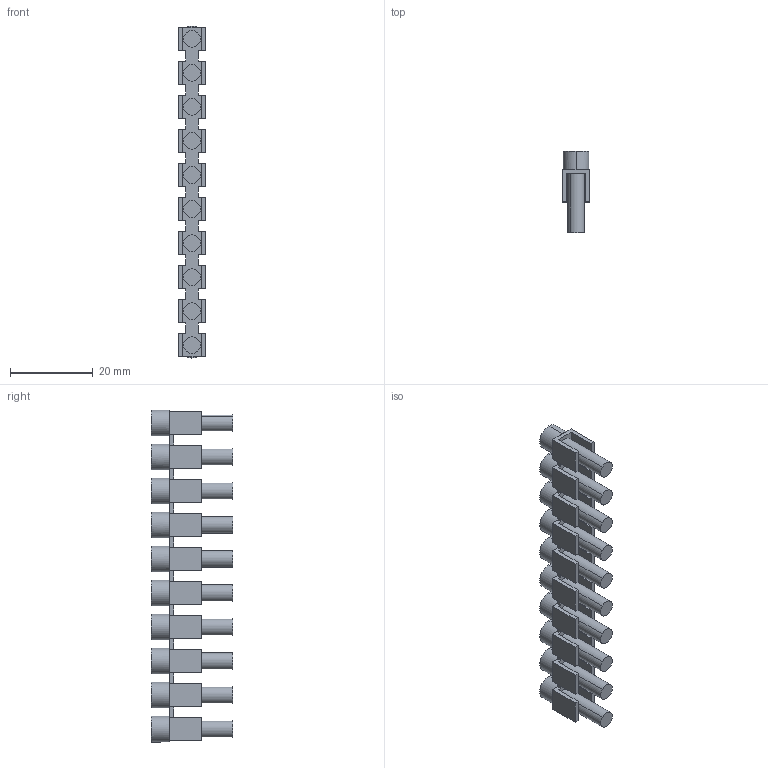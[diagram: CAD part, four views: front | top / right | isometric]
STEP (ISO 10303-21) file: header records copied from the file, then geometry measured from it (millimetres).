
FILE_DESCRIPTION(('SolidDesigner STEP Export'),'2;1');
FILE_NAME('0203263_FB_10_8-select.stp','2014-03-18T 6:54:58',(''),(''),'Creo Elements/Direct Modeling STEP processor for AP214 (Solid Model)','Creo Elements/Direct Modeling 18.1B 29-Sep-2012 (C) Parametric Technology GmbH','');
FILE_SCHEMA(('AUTOMOTIVE_DESIGN { 1 0 10303 214 1 1 1 1 }'));
Length unit declared in the file: millimetre
Products named in the file (2): 0203263_FB_10_8-select
Assembly tree (1 placements, depth 2):
  0203263_FB_10_8-select
    0203263_FB_10_8-select
Bounding box: 6.4 x 19.6 x 80 mm (x, y, z)
Volume: 3888.9 mm3; surface area: 5986.7 mm2
Topology: 1 solids, 1 shells, 250 faces, 664 edges, 444 vertices
Faces by surface type: plane 190, cylinder 60
Entity records: 9106 total; most frequent: ORIENTED_EDGE 1328, CARTESIAN_POINT 1212, DIRECTION 1073, EDGE_CURVE 664, VECTOR 463, LINE 463, VERTEX_POINT 444, AXIS2_PLACEMENT_3D 305
